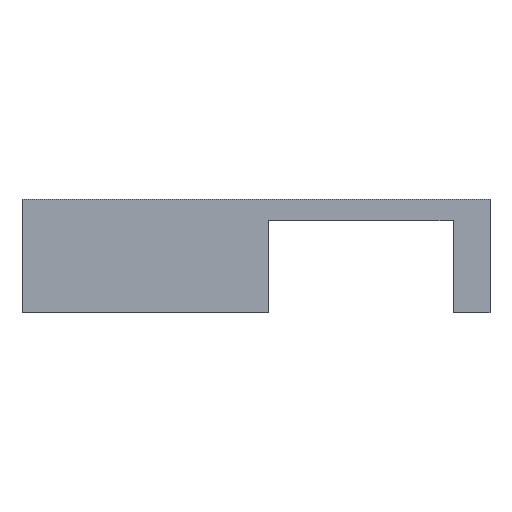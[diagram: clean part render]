
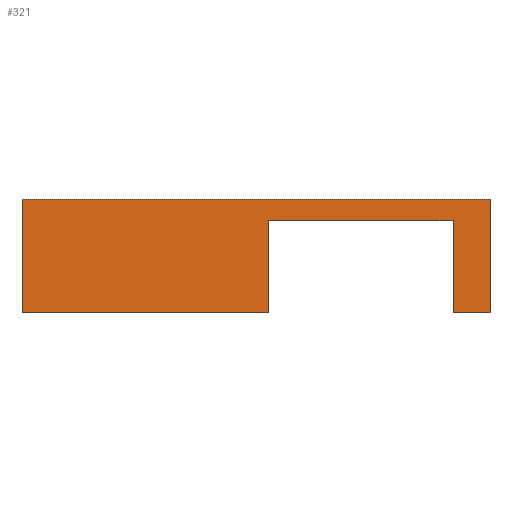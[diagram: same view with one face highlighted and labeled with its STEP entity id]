
A CAD part, front view. The second image highlights one B-rep face of the part: STEP entity #321.
In plain terms, the highlighted planar face has unit normal (0, -1, 0).
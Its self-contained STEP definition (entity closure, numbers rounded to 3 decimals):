
#58 = VERTEX_POINT('',#59);
#59 = CARTESIAN_POINT('',(0.,-49.2,3.7));
#65 = EDGE_CURVE('',#58,#66,#68,.T.);
#66 = VERTEX_POINT('',#67);
#67 = CARTESIAN_POINT('',(15.2,-49.2,3.7));
#68 = LINE('',#69,#70);
#69 = CARTESIAN_POINT('',(0.,-49.2,3.7));
#70 = VECTOR('',#71,1.);
#71 = DIRECTION('',(1.,0.,0.));
#107 = EDGE_CURVE('',#58,#108,#110,.T.);
#108 = VERTEX_POINT('',#109);
#109 = CARTESIAN_POINT('',(0.,-49.2,0.));
#110 = LINE('',#111,#112);
#111 = CARTESIAN_POINT('',(0.,-49.2,3.7));
#112 = VECTOR('',#113,1.);
#113 = DIRECTION('',(0.,0.,-1.));
#321 = ADVANCED_FACE('',(#322),#372,.F.);
#322 = FACE_BOUND('',#323,.F.);
#323 = EDGE_LOOP('',(#324,#325,#333,#341,#349,#357,#365,#371));
#324 = ORIENTED_EDGE('',*,*,#65,.T.);
#325 = ORIENTED_EDGE('',*,*,#326,.F.);
#326 = EDGE_CURVE('',#327,#66,#329,.T.);
#327 = VERTEX_POINT('',#328);
#328 = CARTESIAN_POINT('',(15.2,-49.2,0.));
#329 = LINE('',#330,#331);
#330 = CARTESIAN_POINT('',(15.2,-49.2,0.));
#331 = VECTOR('',#332,1.);
#332 = DIRECTION('',(0.,0.,1.));
#333 = ORIENTED_EDGE('',*,*,#334,.F.);
#334 = EDGE_CURVE('',#335,#327,#337,.T.);
#335 = VERTEX_POINT('',#336);
#336 = CARTESIAN_POINT('',(14.,-49.2,0.));
#337 = LINE('',#338,#339);
#338 = CARTESIAN_POINT('',(14.,-49.2,0.));
#339 = VECTOR('',#340,1.);
#340 = DIRECTION('',(1.,0.,0.));
#341 = ORIENTED_EDGE('',*,*,#342,.F.);
#342 = EDGE_CURVE('',#343,#335,#345,.T.);
#343 = VERTEX_POINT('',#344);
#344 = CARTESIAN_POINT('',(14.,-49.2,3.));
#345 = LINE('',#346,#347);
#346 = CARTESIAN_POINT('',(14.,-49.2,3.));
#347 = VECTOR('',#348,1.);
#348 = DIRECTION('',(0.,0.,-1.));
#349 = ORIENTED_EDGE('',*,*,#350,.F.);
#350 = EDGE_CURVE('',#351,#343,#353,.T.);
#351 = VERTEX_POINT('',#352);
#352 = CARTESIAN_POINT('',(8.,-49.2,3.));
#353 = LINE('',#354,#355);
#354 = CARTESIAN_POINT('',(8.,-49.2,3.));
#355 = VECTOR('',#356,1.);
#356 = DIRECTION('',(1.,0.,0.));
#357 = ORIENTED_EDGE('',*,*,#358,.F.);
#358 = EDGE_CURVE('',#359,#351,#361,.T.);
#359 = VERTEX_POINT('',#360);
#360 = CARTESIAN_POINT('',(8.,-49.2,0.));
#361 = LINE('',#362,#363);
#362 = CARTESIAN_POINT('',(8.,-49.2,0.));
#363 = VECTOR('',#364,1.);
#364 = DIRECTION('',(0.,0.,1.));
#365 = ORIENTED_EDGE('',*,*,#366,.F.);
#366 = EDGE_CURVE('',#108,#359,#367,.T.);
#367 = LINE('',#368,#369);
#368 = CARTESIAN_POINT('',(0.,-49.2,0.));
#369 = VECTOR('',#370,1.);
#370 = DIRECTION('',(1.,0.,0.));
#371 = ORIENTED_EDGE('',*,*,#107,.F.);
#372 = PLANE('',#373);
#373 = AXIS2_PLACEMENT_3D('',#374,#375,#376);
#374 = CARTESIAN_POINT('',(8.066,-49.2,2.213));
#375 = DIRECTION('',(0.,1.,0.));
#376 = DIRECTION('',(0.,0.,1.));
